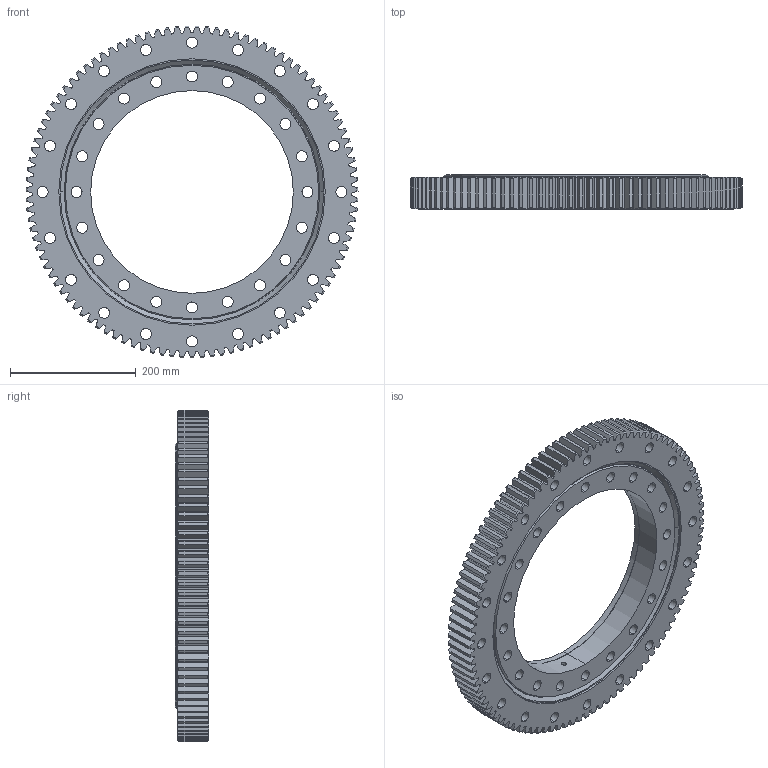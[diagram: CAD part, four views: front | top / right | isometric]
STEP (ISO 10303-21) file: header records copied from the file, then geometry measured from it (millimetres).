
FILE_DESCRIPTION (( 'STEP AP203' ), '1' );
FILE_NAME ('01-0422-01.STEP', '2017-12-26T09:45:28', ( 'defontaine' ), ( 'Hewlett-Packard Company' ), 'SwSTEP 2.0', 'SolidWorks 2016', '' );
FILE_SCHEMA (( 'CONFIG_CONTROL_DESIGN' ));
Length unit declared in the file: millimetre
Products named in the file (1): 01-0422-01
Bounding box: 528.99 x 54 x 528.94 mm (x, y, z)
Volume: 5213253.2 mm3; surface area: 820906.8 mm2
Topology: 5 solids, 5 shells, 767 faces, 2241 edges, 1487 vertices
Faces by surface type: cylinder 307, plane 221, cone 219, torus 18, sphere 2
Entity records: 26589 total; most frequent: CARTESIAN_POINT 5996, ORIENTED_EDGE 4472, DIRECTION 4230, EDGE_CURVE 2236, AXIS2_PLACEMENT_3D 1646, VERTEX_POINT 1484, VECTOR 938, LINE 938
